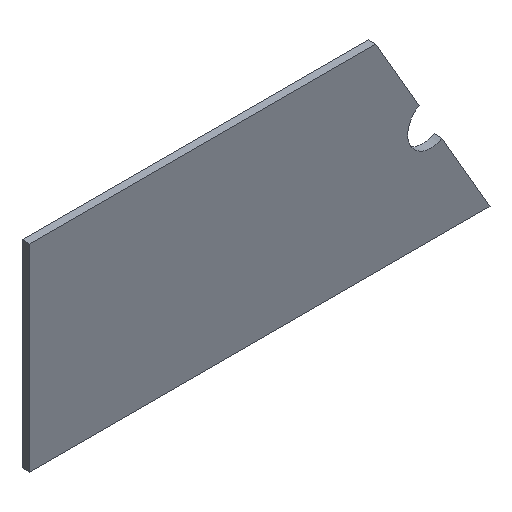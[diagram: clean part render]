
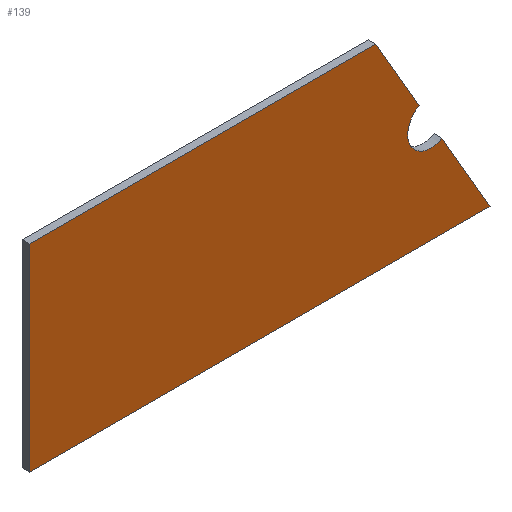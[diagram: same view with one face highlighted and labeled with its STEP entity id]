
A CAD part, isometric view. The second image highlights one B-rep face of the part: STEP entity #139.
In plain terms, the highlighted planar face has unit normal (0, -1, 0).
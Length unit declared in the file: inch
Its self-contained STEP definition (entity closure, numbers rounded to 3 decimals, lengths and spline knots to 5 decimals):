
#16=FACE_OUTER_BOUND('',#24,.T.);
#24=EDGE_LOOP('',(#96,#97,#98,#99,#100,#101));
#32=LINE('',#209,#48);
#33=LINE('',#211,#49);
#34=LINE('',#213,#50);
#35=LINE('',#215,#51);
#36=LINE('',#216,#52);
#48=VECTOR('',#171,2.84112);
#49=VECTOR('',#172,11.39156);
#50=VECTOR('',#173,6.5);
#51=VECTOR('',#174,15.14434);
#52=VECTOR('',#175,3.16443);
#64=CIRCLE('',#156,0.75);
#66=VERTEX_POINT('',#205);
#67=VERTEX_POINT('',#206);
#68=VERTEX_POINT('',#208);
#69=VERTEX_POINT('',#210);
#70=VERTEX_POINT('',#212);
#71=VERTEX_POINT('',#214);
#78=EDGE_CURVE('',#66,#67,#64,.T.);
#79=EDGE_CURVE('',#68,#66,#32,.T.);
#80=EDGE_CURVE('',#68,#69,#33,.T.);
#81=EDGE_CURVE('',#69,#70,#34,.T.);
#82=EDGE_CURVE('',#70,#71,#35,.T.);
#83=EDGE_CURVE('',#67,#71,#36,.T.);
#96=ORIENTED_EDGE('',*,*,#78,.F.);
#97=ORIENTED_EDGE('',*,*,#79,.F.);
#98=ORIENTED_EDGE('',*,*,#80,.T.);
#99=ORIENTED_EDGE('',*,*,#81,.T.);
#100=ORIENTED_EDGE('',*,*,#82,.T.);
#101=ORIENTED_EDGE('',*,*,#83,.F.);
#132=PLANE('',#155);
#139=ADVANCED_FACE('',(#16),#132,.F.);
#155=AXIS2_PLACEMENT_3D('',#204,#167,#168);
#156=AXIS2_PLACEMENT_3D('',#207,#169,#170);
#167=DIRECTION('center_axis',(0.,1.,0.));
#168=DIRECTION('ref_axis',(1.,0.,0.));
#169=DIRECTION('center_axis',(0.,-1.,0.));
#170=DIRECTION('ref_axis',(-0.5,0.,0.866));
#171=DIRECTION('',(0.5,0.,-0.866));
#172=DIRECTION('',(-1.,0.,0.));
#173=DIRECTION('',(0.,0.,-1.));
#174=DIRECTION('',(1.,0.,0.));
#175=DIRECTION('',(0.5,0.,-0.866));
#204=CARTESIAN_POINT('Origin',(0.,0.,0.));
#205=CARTESIAN_POINT('',(26.82462,0.,0.91452));
#206=CARTESIAN_POINT('',(27.57462,0.,-0.38452));
#207=CARTESIAN_POINT('Origin',(27.19962,0.,0.265));
#208=CARTESIAN_POINT('',(25.40406,0.,3.375));
#209=CARTESIAN_POINT('',(25.40406,0.,3.375));
#210=CARTESIAN_POINT('',(14.0125,0.,3.375));
#211=CARTESIAN_POINT('',(25.40406,0.,3.375));
#212=CARTESIAN_POINT('',(14.0125,0.,-3.125));
#213=CARTESIAN_POINT('',(14.0125,0.,3.375));
#214=CARTESIAN_POINT('',(29.15684,0.,-3.125));
#215=CARTESIAN_POINT('',(14.0125,0.,-3.125));
#216=CARTESIAN_POINT('',(27.57462,0.,-0.38452));
